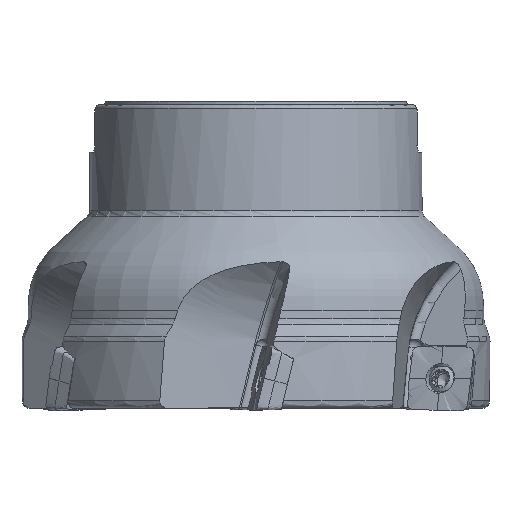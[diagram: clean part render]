
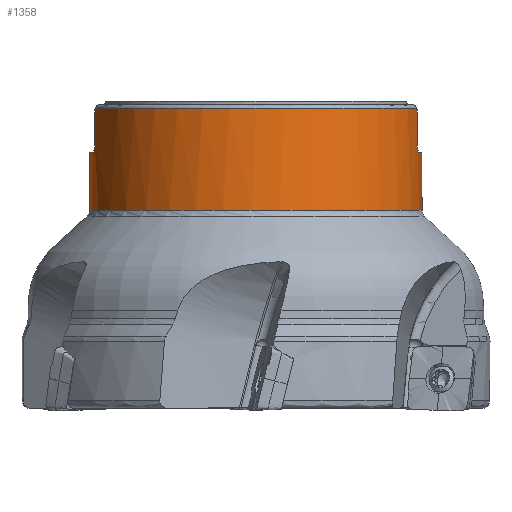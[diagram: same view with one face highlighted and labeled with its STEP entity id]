
A CAD part, left-side view. The second image highlights one B-rep face of the part: STEP entity #1358.
In plain terms, the highlighted cylindrical face has radius 21.5 mm (diameter 43 mm), a full revolution.
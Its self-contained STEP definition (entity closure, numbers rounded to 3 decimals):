
#252=CYLINDRICAL_SURFACE('',#7973,21.5);
#298=FACE_BOUND('',#2243,.T.);
#299=FACE_BOUND('',#2244,.T.);
#616=LINE('',#12199,#902);
#617=LINE('',#12207,#903);
#618=LINE('',#12212,#904);
#619=LINE('',#12220,#905);
#902=VECTOR('',#8977,1.);
#903=VECTOR('',#8984,1.);
#904=VECTOR('',#8989,1.);
#905=VECTOR('',#8996,1.);
#1358=ADVANCED_FACE('CN_SU1',(#298,#299),#252,.T.);
#2243=EDGE_LOOP('',(#3626,#3627,#3628,#3629,#3630,#3631,#3632,#3633,#3634,
#3635,#3636,#3637,#3638,#3639,#3640,#3641));
#2244=EDGE_LOOP('',(#3642));
#3166=CIRCLE('',#7950,21.5);
#3168=CIRCLE('',#7953,21.5);
#3172=CIRCLE('',#7965,21.5);
#3173=CIRCLE('',#7970,21.5);
#3174=CIRCLE('',#7972,21.5);
#3626=ORIENTED_EDGE('',*,*,#6557,.T.);
#3627=ORIENTED_EDGE('',*,*,#6549,.T.);
#3628=ORIENTED_EDGE('',*,*,#6558,.T.);
#3629=ORIENTED_EDGE('',*,*,#6559,.F.);
#3630=ORIENTED_EDGE('',*,*,#6560,.F.);
#3631=ORIENTED_EDGE('',*,*,#6561,.T.);
#3632=ORIENTED_EDGE('',*,*,#6562,.F.);
#3633=ORIENTED_EDGE('',*,*,#6563,.F.);
#3634=ORIENTED_EDGE('',*,*,#6564,.T.);
#3635=ORIENTED_EDGE('',*,*,#6553,.T.);
#3636=ORIENTED_EDGE('',*,*,#6565,.T.);
#3637=ORIENTED_EDGE('',*,*,#6566,.F.);
#3638=ORIENTED_EDGE('',*,*,#6567,.F.);
#3639=ORIENTED_EDGE('',*,*,#6568,.T.);
#3640=ORIENTED_EDGE('',*,*,#6569,.F.);
#3641=ORIENTED_EDGE('',*,*,#6570,.F.);
#3642=ORIENTED_EDGE('',*,*,#6571,.F.);
#5743=VERTEX_POINT('',#12124);
#5745=VERTEX_POINT('',#12143);
#5747=VERTEX_POINT('',#12163);
#5749=VERTEX_POINT('',#12182);
#5753=VERTEX_POINT('',#12196);
#5754=VERTEX_POINT('',#12198);
#5755=VERTEX_POINT('',#12200);
#5756=VERTEX_POINT('',#12202);
#5757=VERTEX_POINT('',#12204);
#5758=VERTEX_POINT('',#12206);
#5759=VERTEX_POINT('',#12208);
#5760=VERTEX_POINT('',#12211);
#5761=VERTEX_POINT('',#12213);
#5762=VERTEX_POINT('',#12215);
#5763=VERTEX_POINT('',#12217);
#5764=VERTEX_POINT('',#12219);
#5765=VERTEX_POINT('',#12222);
#6549=EDGE_CURVE('',#5743,#5745,#3166,.T.);
#6553=EDGE_CURVE('',#5747,#5749,#3168,.T.);
#6557=EDGE_CURVE('',#5753,#5743,#7464,.T.);
#6558=EDGE_CURVE('',#5745,#5754,#7465,.T.);
#6559=EDGE_CURVE('',#5755,#5754,#616,.T.);
#6560=EDGE_CURVE('',#5756,#5755,#7466,.T.);
#6561=EDGE_CURVE('',#5756,#5757,#3172,.T.);
#6562=EDGE_CURVE('',#5758,#5757,#7467,.T.);
#6563=EDGE_CURVE('',#5759,#5758,#617,.T.);
#6564=EDGE_CURVE('',#5759,#5747,#7468,.T.);
#6565=EDGE_CURVE('',#5749,#5760,#7469,.T.);
#6566=EDGE_CURVE('',#5761,#5760,#618,.T.);
#6567=EDGE_CURVE('',#5762,#5761,#7470,.T.);
#6568=EDGE_CURVE('',#5762,#5763,#3173,.T.);
#6569=EDGE_CURVE('',#5764,#5763,#7471,.T.);
#6570=EDGE_CURVE('',#5753,#5764,#619,.T.);
#6571=EDGE_CURVE('',#5765,#5765,#3174,.T.);
#7464=ELLIPSE('',#7962,30.406,21.5);
#7465=ELLIPSE('',#7963,30.406,21.5);
#7466=ELLIPSE('',#7964,30.406,21.5);
#7467=ELLIPSE('',#7966,30.406,21.5);
#7468=ELLIPSE('',#7967,30.406,21.5);
#7469=ELLIPSE('',#7968,30.406,21.5);
#7470=ELLIPSE('',#7969,30.406,21.5);
#7471=ELLIPSE('',#7971,30.406,21.5);
#7950=AXIS2_PLACEMENT_3D('',#12144,#8949,#8950);
#7953=AXIS2_PLACEMENT_3D('',#12183,#8955,#8956);
#7962=AXIS2_PLACEMENT_3D('',#12195,#8973,#8974);
#7963=AXIS2_PLACEMENT_3D('',#12197,#8975,#8976);
#7964=AXIS2_PLACEMENT_3D('',#12201,#8978,#8979);
#7965=AXIS2_PLACEMENT_3D('',#12203,#8980,#8981);
#7966=AXIS2_PLACEMENT_3D('',#12205,#8982,#8983);
#7967=AXIS2_PLACEMENT_3D('',#12209,#8985,#8986);
#7968=AXIS2_PLACEMENT_3D('',#12210,#8987,#8988);
#7969=AXIS2_PLACEMENT_3D('',#12214,#8990,#8991);
#7970=AXIS2_PLACEMENT_3D('',#12216,#8992,#8993);
#7971=AXIS2_PLACEMENT_3D('',#12218,#8994,#8995);
#7972=AXIS2_PLACEMENT_3D('',#12221,#8997,#8998);
#7973=AXIS2_PLACEMENT_3D('',#12223,#8999,#9000);
#8949=DIRECTION('',(0.,0.,-1.));
#8950=DIRECTION('',(-0.15,0.989,0.));
#8955=DIRECTION('',(0.,0.,-1.));
#8956=DIRECTION('',(-0.15,0.989,0.));
#8973=DIRECTION('',(-0.707,0.,-0.707));
#8974=DIRECTION('',(0.707,0.,-0.707));
#8975=DIRECTION('',(-0.707,0.,-0.707));
#8976=DIRECTION('',(0.707,0.,-0.707));
#8977=DIRECTION('',(0.,0.,1.));
#8978=DIRECTION('',(0.707,0.,0.707));
#8979=DIRECTION('',(0.707,0.,-0.707));
#8980=DIRECTION('',(0.,0.,-1.));
#8981=DIRECTION('',(0.15,-0.989,0.));
#8982=DIRECTION('',(-0.707,0.,0.707));
#8983=DIRECTION('',(-0.707,0.,-0.707));
#8984=DIRECTION('',(0.,0.,-1.));
#8985=DIRECTION('',(0.707,0.,-0.707));
#8986=DIRECTION('',(-0.707,0.,-0.707));
#8987=DIRECTION('',(0.707,0.,-0.707));
#8988=DIRECTION('',(-0.707,0.,-0.707));
#8989=DIRECTION('',(0.,0.,1.));
#8990=DIRECTION('',(-0.707,0.,0.707));
#8991=DIRECTION('',(-0.707,0.,-0.707));
#8992=DIRECTION('',(0.,0.,-1.));
#8993=DIRECTION('',(0.15,-0.989,0.));
#8994=DIRECTION('',(0.707,0.,0.707));
#8995=DIRECTION('',(0.707,0.,-0.707));
#8996=DIRECTION('',(0.,0.,-1.));
#8997=DIRECTION('',(0.,0.,-1.));
#8998=DIRECTION('',(-0.15,0.989,0.));
#8999=DIRECTION('',(0.,0.,-1.));
#9000=DIRECTION('',(-0.15,0.989,0.));
#12124=CARTESIAN_POINT('',(-5.428,-20.804,-0.9));
#12143=CARTESIAN_POINT('',(-5.428,20.804,-0.9));
#12144=CARTESIAN_POINT('',(0.,0.,
-0.9));
#12163=CARTESIAN_POINT('',(5.428,20.804,-0.9));
#12182=CARTESIAN_POINT('',(5.427,-20.804,-0.9));
#12183=CARTESIAN_POINT('',(0.,0.,
-0.9));
#12195=CARTESIAN_POINT('',(0.,0.,
-6.328));
#12196=CARTESIAN_POINT('',(-5.228,-20.855,-1.1));
#12197=CARTESIAN_POINT('',(0.,0.,
-6.327));
#12198=CARTESIAN_POINT('',(-5.227,20.855,-1.1));
#12199=CARTESIAN_POINT('',(-5.227,20.855,14.888));
#12200=CARTESIAN_POINT('',(-5.227,20.855,-5.75));
#12201=CARTESIAN_POINT('',(0.,0.,
-10.978));
#12202=CARTESIAN_POINT('',(-4.427,21.039,-6.55));
#12203=CARTESIAN_POINT('',(0.,0.,
-6.55));
#12204=CARTESIAN_POINT('',(4.427,21.039,-6.55));
#12205=CARTESIAN_POINT('',(0.,0.,
-10.978));
#12206=CARTESIAN_POINT('',(5.228,20.855,-5.75));
#12207=CARTESIAN_POINT('',(5.227,20.855,14.888));
#12208=CARTESIAN_POINT('',(5.228,20.855,-1.1));
#12209=CARTESIAN_POINT('',(0.,0.,
-6.328));
#12210=CARTESIAN_POINT('',(0.,0.,
-6.327));
#12211=CARTESIAN_POINT('',(5.227,-20.855,-1.1));
#12212=CARTESIAN_POINT('',(5.227,-20.855,14.888));
#12213=CARTESIAN_POINT('',(5.227,-20.855,-5.75));
#12214=CARTESIAN_POINT('',(0.,0.,
-10.977));
#12215=CARTESIAN_POINT('',(4.427,-21.039,-6.55));
#12216=CARTESIAN_POINT('',(0.,0.,
-6.55));
#12217=CARTESIAN_POINT('',(-4.428,-21.039,-6.55));
#12218=CARTESIAN_POINT('',(0.,0.,
-10.978));
#12219=CARTESIAN_POINT('',(-5.228,-20.855,-5.75));
#12220=CARTESIAN_POINT('',(-5.228,-20.855,14.888));
#12221=CARTESIAN_POINT('',(0.,0.,
-14.1));
#12222=CARTESIAN_POINT('',(-3.229,21.256,-14.1));
#12223=CARTESIAN_POINT('',(0.,0.,
14.888));
